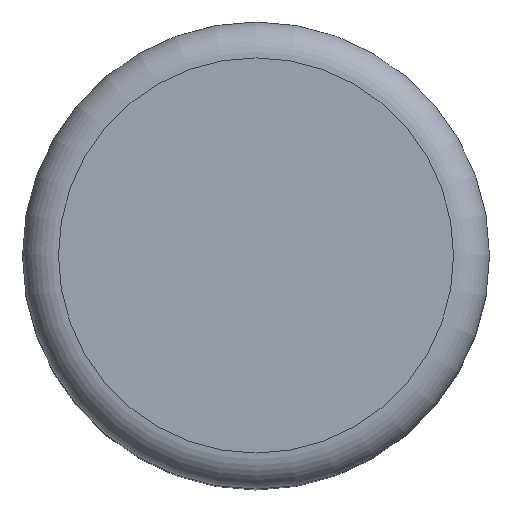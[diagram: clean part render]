
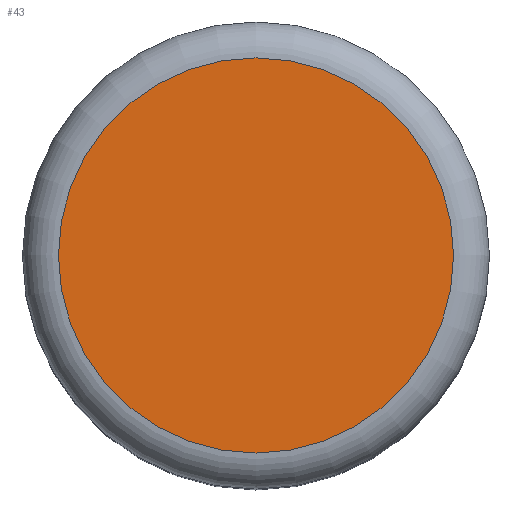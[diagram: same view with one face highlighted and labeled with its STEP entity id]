
A CAD part, top view. The second image highlights one B-rep face of the part: STEP entity #43.
In plain terms, the highlighted planar face has unit normal (0, 0, 1).
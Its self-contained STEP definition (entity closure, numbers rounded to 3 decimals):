
#43 = ADVANCED_FACE( '', ( #88 ), #89, .F. );
#88 = FACE_OUTER_BOUND( '', #130, .T. );
#89 = PLANE( '', #131 );
#130 = EDGE_LOOP( '', ( #176 ) );
#131 = AXIS2_PLACEMENT_3D( '', #177, #178, #179 );
#176 = ORIENTED_EDGE( '', *, *, #203, .T. );
#177 = CARTESIAN_POINT( '', ( 0., 6.5, 27. ) );
#178 = DIRECTION( '', ( 0., 0., -1. ) );
#179 = DIRECTION( '', ( -1., 0., 0. ) );
#203 = EDGE_CURVE( '', #224, #224, #225, .F. );
#224 = VERTEX_POINT( '', #249 );
#225 = CIRCLE( '', #250, 5.5 );
#249 = CARTESIAN_POINT( '', ( -5.5, 0., 27. ) );
#250 = AXIS2_PLACEMENT_3D( '', #275, #276, #277 );
#275 = CARTESIAN_POINT( '', ( 0., 0., 27. ) );
#276 = DIRECTION( '', ( 0., 0., -1. ) );
#277 = DIRECTION( '', ( -1., 0., 0. ) );
